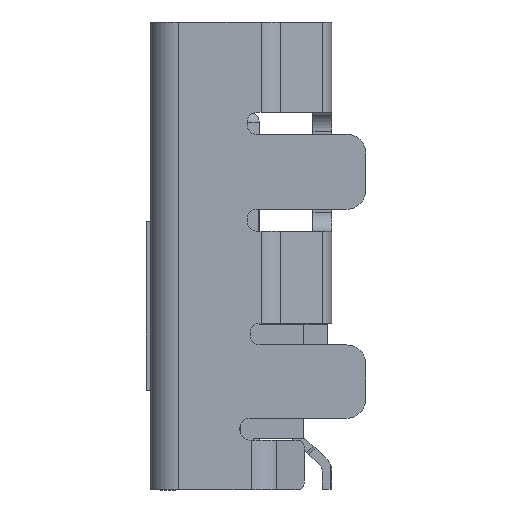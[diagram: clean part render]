
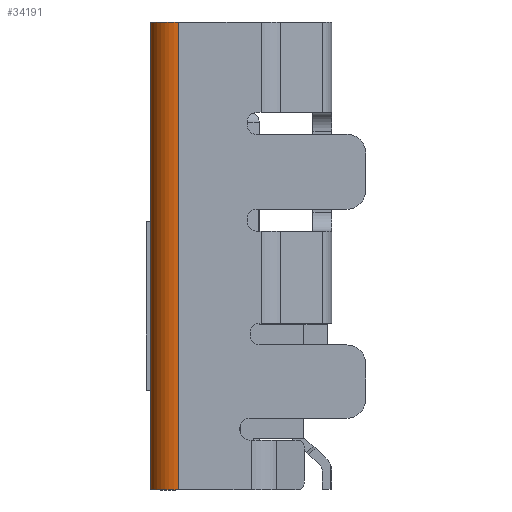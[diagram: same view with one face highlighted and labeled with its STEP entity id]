
A CAD part, left-side view. The second image highlights one B-rep face of the part: STEP entity #34191.
In plain terms, the highlighted cylindrical face has radius 0.45 mm (diameter 0.9 mm), a partial arc.
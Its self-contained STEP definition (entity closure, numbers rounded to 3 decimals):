
#692 = CARTESIAN_POINT ( 'NONE',  ( -2.8, 2.45, -4.938 ) ) ;
#856 = DIRECTION ( 'NONE',  ( -1., 0., 0. ) ) ;
#1488 = CARTESIAN_POINT ( 'NONE',  ( -2.8, 2.45, 2.413 ) ) ;
#2316 = ORIENTED_EDGE ( 'NONE', *, *, #4363, .T. ) ;
#2809 = VECTOR ( 'NONE', #5851, 1000. ) ;
#3601 = DIRECTION ( 'NONE',  ( -1., 0., 0. ) ) ;
#3603 = VERTEX_POINT ( 'NONE', #24232 ) ;
#4363 = EDGE_CURVE ( 'NONE', #27620, #3603, #32692, .T. ) ;
#5851 = DIRECTION ( 'NONE',  ( 0., 0., 1. ) ) ;
#6628 = LINE ( 'NONE', #30148, #21605 ) ;
#6801 = VERTEX_POINT ( 'NONE', #28915 ) ;
#9382 = ORIENTED_EDGE ( 'NONE', *, *, #24930, .F. ) ;
#9875 = EDGE_CURVE ( 'NONE', #3603, #6801, #32587, .T. ) ;
#11780 = DIRECTION ( 'NONE',  ( 0., 0., -1. ) ) ;
#13904 = CARTESIAN_POINT ( 'NONE',  ( -3.25, 2.45, -4.938 ) ) ;
#14174 = CYLINDRICAL_SURFACE ( 'NONE', #21286, 0.45 ) ;
#15920 = VERTEX_POINT ( 'NONE', #17499 ) ;
#16458 = CIRCLE ( 'NONE', #24883, 0.45 ) ;
#17499 = CARTESIAN_POINT ( 'NONE',  ( -2.8, 2.9, -5.088 ) ) ;
#18074 = EDGE_LOOP ( 'NONE', ( #9382, #2316, #21099, #18767 ) ) ;
#18767 = ORIENTED_EDGE ( 'NONE', *, *, #22117, .F. ) ;
#21099 = ORIENTED_EDGE ( 'NONE', *, *, #9875, .T. ) ;
#21286 = AXIS2_PLACEMENT_3D ( 'NONE', #692, #32442, #856 ) ;
#21605 = VECTOR ( 'NONE', #27855, 1000. ) ;
#22117 = EDGE_CURVE ( 'NONE', #15920, #6801, #6628, .T. ) ;
#22793 = CARTESIAN_POINT ( 'NONE',  ( -3.25, 2.45, -5.088 ) ) ;
#24232 = CARTESIAN_POINT ( 'NONE',  ( -3.25, 2.45, 2.413 ) ) ;
#24883 = AXIS2_PLACEMENT_3D ( 'NONE', #28578, #11780, #25946 ) ;
#24888 = FACE_OUTER_BOUND ( 'NONE', #18074, .T. ) ;
#24930 = EDGE_CURVE ( 'NONE', #27620, #15920, #16458, .T. ) ;
#25946 = DIRECTION ( 'NONE',  ( -1., 0., 0. ) ) ;
#27620 = VERTEX_POINT ( 'NONE', #22793 ) ;
#27806 = DIRECTION ( 'NONE',  ( 0., 0., -1. ) ) ;
#27855 = DIRECTION ( 'NONE',  ( 0., 0., 1. ) ) ;
#28578 = CARTESIAN_POINT ( 'NONE',  ( -2.8, 2.45, -5.088 ) ) ;
#28678 = AXIS2_PLACEMENT_3D ( 'NONE', #1488, #27806, #3601 ) ;
#28915 = CARTESIAN_POINT ( 'NONE',  ( -2.8, 2.9, 2.413 ) ) ;
#30148 = CARTESIAN_POINT ( 'NONE',  ( -2.8, 2.9, -3.035 ) ) ;
#32442 = DIRECTION ( 'NONE',  ( 0., 0., -1. ) ) ;
#32587 = CIRCLE ( 'NONE', #28678, 0.45 ) ;
#32692 = LINE ( 'NONE', #13904, #2809 ) ;
#34191 = ADVANCED_FACE ( 'NONE', ( #24888 ), #14174, .T. ) ;
